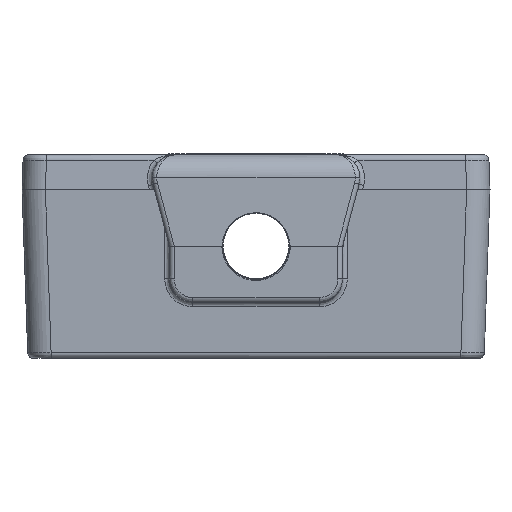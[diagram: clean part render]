
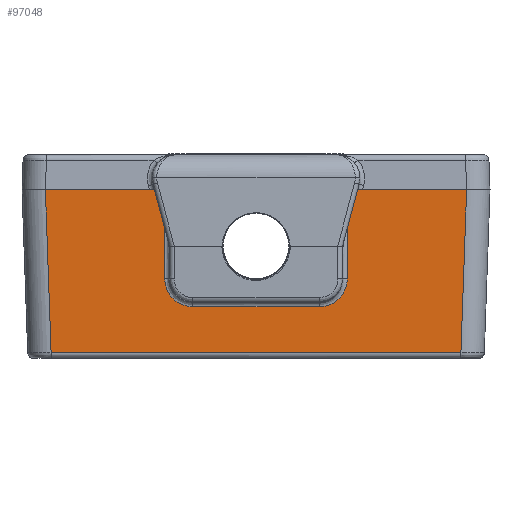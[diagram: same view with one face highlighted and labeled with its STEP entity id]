
A CAD part, left-side view. The second image highlights one B-rep face of the part: STEP entity #97048.
In plain terms, the highlighted planar face has unit normal (-1, 0, -0.018).
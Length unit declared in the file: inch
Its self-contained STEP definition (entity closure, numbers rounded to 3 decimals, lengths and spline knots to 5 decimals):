
#61 = EDGE_CURVE ( 'NONE', #83086, #55082, #5100, .T. ) ;
#3561 = EDGE_CURVE ( 'NONE', #33517, #83086, #141942, .T. ) ;
#4086 = DIRECTION ( 'NONE',  ( -0.017, 0.035, 0.999 ) ) ;
#4132 = VERTEX_POINT ( 'NONE', #46534 ) ;
#5100 = LINE ( 'NONE', #215559, #14440 ) ;
#8290 = VECTOR ( 'NONE', #4086, 39.37008 ) ;
#9107 = CARTESIAN_POINT ( 'NONE',  ( -2.26462, 0.42968, -0.17202 ) ) ;
#9615 = CARTESIAN_POINT ( 'NONE',  ( -2.2641, -0.3375, -0.20206 ) ) ;
#10234 = CARTESIAN_POINT ( 'NONE',  ( -2.2641, 0.35713, -0.20207 ) ) ;
#11546 = VECTOR ( 'NONE', #191397, 39.37008 ) ;
#14440 = VECTOR ( 'NONE', #76419, 39.37008 ) ;
#16920 = CARTESIAN_POINT ( 'NONE',  ( -2.275, -0.4875, 0.4225 ) ) ;
#18424 = DIRECTION ( 'NONE',  ( 0.017, 0., -1. ) ) ;
#20717 = ORIENTED_EDGE ( 'NONE', *, *, #43137, .F. ) ;
#27502 = DIRECTION ( 'NONE',  ( 0., 1., 0. ) ) ;
#27588 = ORIENTED_EDGE ( 'NONE', *, *, #38518, .F. ) ;
#32703 = CARTESIAN_POINT ( 'NONE',  ( -2.2654, -0.46858, -0.12761 ) ) ;
#33517 = VERTEX_POINT ( 'NONE', #73050 ) ;
#38518 = EDGE_CURVE ( 'NONE', #55082, #101953, #87278, .T. ) ;
#40981 = B_SPLINE_CURVE_WITH_KNOTS ( 'NONE', 3,
 ( #200306, #148287, #201430, #149410, #82657, #9107, #199196, #78203, #10234, #185500 ),
 .UNSPECIFIED., .F., .F.,
 ( 4, 2, 2, 2, 4 ),
 ( 0., 0.25, 0.5, 0.75, 1. ),
 .UNSPECIFIED. ) ;
#42292 = CARTESIAN_POINT ( 'NONE',  ( -2.2598, -0.6875, -0.44802 ) ) ;
#43137 = EDGE_CURVE ( 'NONE', #84313, #220325, #140515, .T. ) ;
#43975 = ORIENTED_EDGE ( 'NONE', *, *, #91420, .F. ) ;
#46444 = CARTESIAN_POINT ( 'NONE',  ( -2.25161, -1.375, -0.91765 ) ) ;
#46534 = CARTESIAN_POINT ( 'NONE',  ( -2.275, 0.4875, 0.4225 ) ) ;
#50221 = ORIENTED_EDGE ( 'NONE', *, *, #142866, .F. ) ;
#51913 = CARTESIAN_POINT ( 'NONE',  ( -2.26443, -0.41306, -0.18317 ) ) ;
#55082 = VERTEX_POINT ( 'NONE', #210605 ) ;
#55505 = DIRECTION ( 'NONE',  ( 0.017, 0.035, -0.999 ) ) ;
#55947 = CARTESIAN_POINT ( 'NONE',  ( -2.25161, -0.4875, -0.91765 ) ) ;
#57654 = VECTOR ( 'NONE', #18424, 39.37008 ) ;
#62695 = CARTESIAN_POINT ( 'NONE',  ( -2.25977, 1.0946, -0.44802 ) ) ;
#67925 = CARTESIAN_POINT ( 'NONE',  ( -2.275, 1.125, 0.4225 ) ) ;
#71540 = CARTESIAN_POINT ( 'NONE',  ( -2.2641, -1.375, -0.20206 ) ) ;
#73050 = CARTESIAN_POINT ( 'NONE',  ( -2.26672, -0.4875, -0.05206 ) ) ;
#75752 = VECTOR ( 'NONE', #55505, 39.37008 ) ;
#76419 = DIRECTION ( 'NONE',  ( 0., -1., 0. ) ) ;
#77497 = DIRECTION ( 'NONE',  ( 0., -1., 0. ) ) ;
#78203 = CARTESIAN_POINT ( 'NONE',  ( -2.26417, 0.37676, -0.19816 ) ) ;
#79963 = ORIENTED_EDGE ( 'NONE', *, *, #204296, .F. ) ;
#81568 = PLANE ( 'NONE',  #84404 ) ;
#82657 = CARTESIAN_POINT ( 'NONE',  ( -2.26511, 0.45743, -0.14423 ) ) ;
#83086 = VERTEX_POINT ( 'NONE', #16920 ) ;
#83765 = ORIENTED_EDGE ( 'NONE', *, *, #3561, .F. ) ;
#84313 = VERTEX_POINT ( 'NONE', #144498 ) ;
#84404 = AXIS2_PLACEMENT_3D ( 'NONE', #46444, #164155, #163036 ) ;
#84781 = CARTESIAN_POINT ( 'NONE',  ( -2.26417, -0.37677, -0.19816 ) ) ;
#84785 = EDGE_CURVE ( 'NONE', #119841, #4132, #144239, .T. ) ;
#86389 = B_SPLINE_CURVE_WITH_KNOTS ( 'NONE', 3,
 ( #206935, #187657, #84781, #51913, #154869, #133403, #32703, #205809, #223946, #171807 ),
 .UNSPECIFIED., .F., .F.,
 ( 4, 2, 2, 2, 4 ),
 ( 0., 0.25, 0.5, 0.75, 1. ),
 .UNSPECIFIED. ) ;
#87278 = LINE ( 'NONE', #194654, #75752 ) ;
#91420 = EDGE_CURVE ( 'NONE', #4132, #149689, #208537, .T. ) ;
#97048 = ADVANCED_FACE ( 'NONE', ( #133505 ), #81568, .F. ) ;
#101953 = VERTEX_POINT ( 'NONE', #192974 ) ;
#109085 = LINE ( 'NONE', #42292, #153997 ) ;
#110436 = EDGE_CURVE ( 'NONE', #101953, #151061, #109085, .T. ) ;
#116379 = CARTESIAN_POINT ( 'NONE',  ( -2.26672, 0.4875, -0.05206 ) ) ;
#117402 = ORIENTED_EDGE ( 'NONE', *, *, #110436, .F. ) ;
#117644 = EDGE_CURVE ( 'NONE', #149689, #84313, #40981, .T. ) ;
#119841 = VERTEX_POINT ( 'NONE', #67925 ) ;
#121858 = ORIENTED_EDGE ( 'NONE', *, *, #84785, .F. ) ;
#126090 = DIRECTION ( 'NONE',  ( -0.017, 0., 1. ) ) ;
#133403 = CARTESIAN_POINT ( 'NONE',  ( -2.26511, -0.45745, -0.14424 ) ) ;
#133505 = FACE_OUTER_BOUND ( 'NONE', #217018, .T. ) ;
#140515 = LINE ( 'NONE', #71540, #11546 ) ;
#140873 = ORIENTED_EDGE ( 'NONE', *, *, #117644, .F. ) ;
#141942 = LINE ( 'NONE', #55947, #147121 ) ;
#142866 = EDGE_CURVE ( 'NONE', #151061, #119841, #162454, .T. ) ;
#144239 = LINE ( 'NONE', #214393, #169088 ) ;
#144498 = CARTESIAN_POINT ( 'NONE',  ( -2.2641, 0.3375, -0.20206 ) ) ;
#147121 = VECTOR ( 'NONE', #126090, 39.37008 ) ;
#148287 = CARTESIAN_POINT ( 'NONE',  ( -2.26637, 0.48746, -0.0717 ) ) ;
#148305 = ORIENTED_EDGE ( 'NONE', *, *, #61, .F. ) ;
#149410 = CARTESIAN_POINT ( 'NONE',  ( -2.2654, 0.46861, -0.12763 ) ) ;
#149689 = VERTEX_POINT ( 'NONE', #116379 ) ;
#151061 = VERTEX_POINT ( 'NONE', #62695 ) ;
#153997 = VECTOR ( 'NONE', #27502, 39.37008 ) ;
#154258 = CARTESIAN_POINT ( 'NONE',  ( -2.25161, 0.4875, -0.91765 ) ) ;
#154869 = CARTESIAN_POINT ( 'NONE',  ( -2.26462, -0.42967, -0.17199 ) ) ;
#162454 = LINE ( 'NONE', #193021, #8290 ) ;
#163036 = DIRECTION ( 'NONE',  ( 0.017, 0., -1. ) ) ;
#164155 = DIRECTION ( 'NONE',  ( 1., 0., 0.017 ) ) ;
#169088 = VECTOR ( 'NONE', #77497, 39.37008 ) ;
#171807 = CARTESIAN_POINT ( 'NONE',  ( -2.26672, -0.4875, -0.05206 ) ) ;
#185500 = CARTESIAN_POINT ( 'NONE',  ( -2.2641, 0.3375, -0.20206 ) ) ;
#187657 = CARTESIAN_POINT ( 'NONE',  ( -2.2641, -0.35714, -0.20203 ) ) ;
#191397 = DIRECTION ( 'NONE',  ( 0., -1., 0. ) ) ;
#192974 = CARTESIAN_POINT ( 'NONE',  ( -2.2598, -1.0946, -0.44802 ) ) ;
#193021 = CARTESIAN_POINT ( 'NONE',  ( -2.2598, 1.0946, -0.44802 ) ) ;
#194654 = CARTESIAN_POINT ( 'NONE',  ( -2.25184, -1.07867, -0.90408 ) ) ;
#199196 = CARTESIAN_POINT ( 'NONE',  ( -2.26443, 0.41305, -0.18314 ) ) ;
#200306 = CARTESIAN_POINT ( 'NONE',  ( -2.26672, 0.4875, -0.05206 ) ) ;
#201430 = CARTESIAN_POINT ( 'NONE',  ( -2.26603, 0.4836, -0.09133 ) ) ;
#204296 = EDGE_CURVE ( 'NONE', #220325, #33517, #86389, .T. ) ;
#205809 = CARTESIAN_POINT ( 'NONE',  ( -2.26603, -0.4836, -0.09132 ) ) ;
#206935 = CARTESIAN_POINT ( 'NONE',  ( -2.2641, -0.3375, -0.20206 ) ) ;
#208537 = LINE ( 'NONE', #154258, #57654 ) ;
#210605 = CARTESIAN_POINT ( 'NONE',  ( -2.275, -1.125, 0.4225 ) ) ;
#214393 = CARTESIAN_POINT ( 'NONE',  ( -2.275, -1.375, 0.4225 ) ) ;
#215559 = CARTESIAN_POINT ( 'NONE',  ( -2.275, -1.375, 0.4225 ) ) ;
#217018 = EDGE_LOOP ( 'NONE', ( #121858, #50221, #117402, #27588, #148305, #83765, #79963, #20717, #140873, #43975 ) ) ;
#220325 = VERTEX_POINT ( 'NONE', #9615 ) ;
#223946 = CARTESIAN_POINT ( 'NONE',  ( -2.26637, -0.4875, -0.0717 ) ) ;
